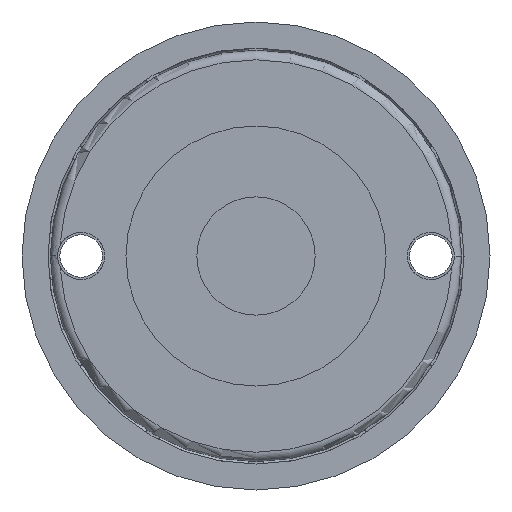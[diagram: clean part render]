
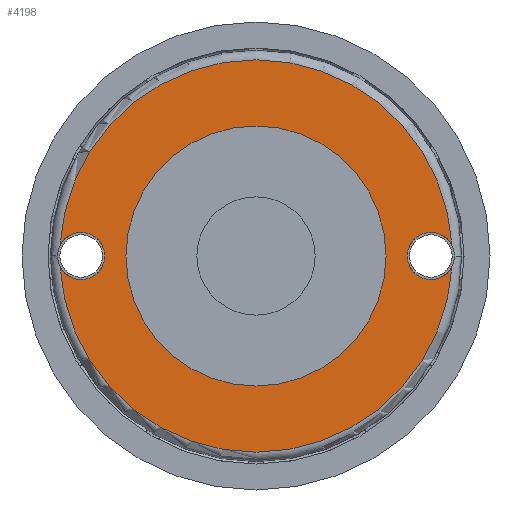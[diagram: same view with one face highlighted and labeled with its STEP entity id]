
A CAD part, front view. The second image highlights one B-rep face of the part: STEP entity #4198.
In plain terms, the highlighted planar face has unit normal (0, -1, 0).
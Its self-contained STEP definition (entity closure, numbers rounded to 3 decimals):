
#716 = VERTEX_POINT ( 'NONE', #10446 ) ;
#825 = VERTEX_POINT ( 'NONE', #968 ) ;
#968 = CARTESIAN_POINT ( 'NONE',  ( 2.307, 0., -41.436 ) ) ;
#1371 = DIRECTION ( 'NONE',  ( 0., 0., -1. ) ) ;
#1495 = EDGE_CURVE ( 'NONE', #8561, #8506, #6820, .T. ) ;
#1546 = CIRCLE ( 'NONE', #11370, 5. ) ;
#1649 = CARTESIAN_POINT ( 'NONE',  ( 0., 0., 0. ) ) ;
#1706 = DIRECTION ( 'NONE',  ( 0., -1., 0. ) ) ;
#1865 = FACE_BOUND ( 'NONE', #10157, .T. ) ;
#1928 = DIRECTION ( 'NONE',  ( 0., 0., -1. ) ) ;
#1946 = EDGE_CURVE ( 'NONE', #2394, #716, #11084, .T. ) ;
#2021 = FACE_OUTER_BOUND ( 'NONE', #10535, .T. ) ;
#2041 = CARTESIAN_POINT ( 'NONE',  ( 0., 0., 0. ) ) ;
#2099 = EDGE_CURVE ( 'NONE', #716, #2394, #5491, .T. ) ;
#2102 = CARTESIAN_POINT ( 'NONE',  ( 0., 0., 0. ) ) ;
#2106 = DIRECTION ( 'NONE',  ( 0., -1., 0. ) ) ;
#2111 = ORIENTED_EDGE ( 'NONE', *, *, #2133, .T. ) ;
#2133 = EDGE_CURVE ( 'NONE', #825, #8571, #8353, .T. ) ;
#2197 = EDGE_CURVE ( 'NONE', #8506, #6673, #5378, .T. ) ;
#2209 = CARTESIAN_POINT ( 'NONE',  ( -2.307, 0., -41.436 ) ) ;
#2268 = ORIENTED_EDGE ( 'NONE', *, *, #1495, .T. ) ;
#2394 = VERTEX_POINT ( 'NONE', #3324 ) ;
#2545 = ORIENTED_EDGE ( 'NONE', *, *, #8563, .T. ) ;
#2579 = ORIENTED_EDGE ( 'NONE', *, *, #8588, .T. ) ;
#2697 = DIRECTION ( 'NONE',  ( 0., 0., -1. ) ) ;
#3003 = CIRCLE ( 'NONE', #7013, 5. ) ;
#3115 = EDGE_CURVE ( 'NONE', #6673, #7895, #1546, .T. ) ;
#3324 = CARTESIAN_POINT ( 'NONE',  ( 0., 0., -27.5 ) ) ;
#3397 = CARTESIAN_POINT ( 'NONE',  ( 0., 0., -32. ) ) ;
#3429 = CIRCLE ( 'NONE', #6876, 5. ) ;
#4018 = DIRECTION ( 'NONE',  ( 0., -1., 0. ) ) ;
#4120 = AXIS2_PLACEMENT_3D ( 'NONE', #9047, #9017, #9007 ) ;
#4198 = ADVANCED_FACE ( 'NONE', ( #2021, #1865 ), #9116, .T. ) ;
#4686 = DIRECTION ( 'NONE',  ( 0., 0., 1. ) ) ;
#4698 = DIRECTION ( 'NONE',  ( 0., 1., 0. ) ) ;
#4713 = CARTESIAN_POINT ( 'NONE',  ( 0., 0., -37. ) ) ;
#4909 = AXIS2_PLACEMENT_3D ( 'NONE', #8924, #8927, #8848 ) ;
#4931 = DIRECTION ( 'NONE',  ( 0., 0., 1. ) ) ;
#4945 = DIRECTION ( 'NONE',  ( 0., 1., 0. ) ) ;
#4968 = CARTESIAN_POINT ( 'NONE',  ( 0., 0., 37. ) ) ;
#5023 = CARTESIAN_POINT ( 'NONE',  ( 2.307, 0., 41.436 ) ) ;
#5086 = AXIS2_PLACEMENT_3D ( 'NONE', #9766, #9869, #9933 ) ;
#5132 = CARTESIAN_POINT ( 'NONE',  ( 0., 0., 32. ) ) ;
#5142 = AXIS2_PLACEMENT_3D ( 'NONE', #2102, #2106, #2697 ) ;
#5180 = AXIS2_PLACEMENT_3D ( 'NONE', #2041, #1706, #1928 ) ;
#5344 = AXIS2_PLACEMENT_3D ( 'NONE', #1649, #4018, #1371 ) ;
#5378 = CIRCLE ( 'NONE', #5086, 41.5 ) ;
#5491 = CIRCLE ( 'NONE', #5142, 27.5 ) ;
#5836 = ORIENTED_EDGE ( 'NONE', *, *, #2099, .F. ) ;
#6158 = ORIENTED_EDGE ( 'NONE', *, *, #1946, .F. ) ;
#6168 = CARTESIAN_POINT ( 'NONE',  ( -2.307, 0., 41.436 ) ) ;
#6673 = VERTEX_POINT ( 'NONE', #2209 ) ;
#6820 = CIRCLE ( 'NONE', #4120, 5. ) ;
#6876 = AXIS2_PLACEMENT_3D ( 'NONE', #4713, #4698, #4686 ) ;
#7013 = AXIS2_PLACEMENT_3D ( 'NONE', #4968, #4945, #4931 ) ;
#7895 = VERTEX_POINT ( 'NONE', #3397 ) ;
#8353 = CIRCLE ( 'NONE', #5180, 41.5 ) ;
#8506 = VERTEX_POINT ( 'NONE', #6168 ) ;
#8561 = VERTEX_POINT ( 'NONE', #5132 ) ;
#8563 = EDGE_CURVE ( 'NONE', #8571, #8561, #3003, .T. ) ;
#8571 = VERTEX_POINT ( 'NONE', #5023 ) ;
#8588 = EDGE_CURVE ( 'NONE', #7895, #825, #3429, .T. ) ;
#8603 = ORIENTED_EDGE ( 'NONE', *, *, #2197, .T. ) ;
#8848 = DIRECTION ( 'NONE',  ( 0., 0., -1. ) ) ;
#8924 = CARTESIAN_POINT ( 'NONE',  ( 27.5, 0., 0. ) ) ;
#8927 = DIRECTION ( 'NONE',  ( 0., -1., 0. ) ) ;
#9007 = DIRECTION ( 'NONE',  ( 0., 0., 1. ) ) ;
#9017 = DIRECTION ( 'NONE',  ( 0., 1., 0. ) ) ;
#9047 = CARTESIAN_POINT ( 'NONE',  ( 0., 0., 37. ) ) ;
#9052 = DIRECTION ( 'NONE',  ( 0., 0., 1. ) ) ;
#9116 = PLANE ( 'NONE',  #4909 ) ;
#9234 = CARTESIAN_POINT ( 'NONE',  ( 0., 0., -37. ) ) ;
#9243 = DIRECTION ( 'NONE',  ( 0., 1., 0. ) ) ;
#9766 = CARTESIAN_POINT ( 'NONE',  ( 0., 0., 0. ) ) ;
#9869 = DIRECTION ( 'NONE',  ( 0., -1., 0. ) ) ;
#9933 = DIRECTION ( 'NONE',  ( 0., 0., -1. ) ) ;
#10157 = EDGE_LOOP ( 'NONE', ( #6158, #5836 ) ) ;
#10446 = CARTESIAN_POINT ( 'NONE',  ( 0., 0., 27.5 ) ) ;
#10535 = EDGE_LOOP ( 'NONE', ( #10968, #2579, #2111, #2545, #2268, #8603 ) ) ;
#10968 = ORIENTED_EDGE ( 'NONE', *, *, #3115, .T. ) ;
#11084 = CIRCLE ( 'NONE', #5344, 27.5 ) ;
#11370 = AXIS2_PLACEMENT_3D ( 'NONE', #9234, #9243, #9052 ) ;
